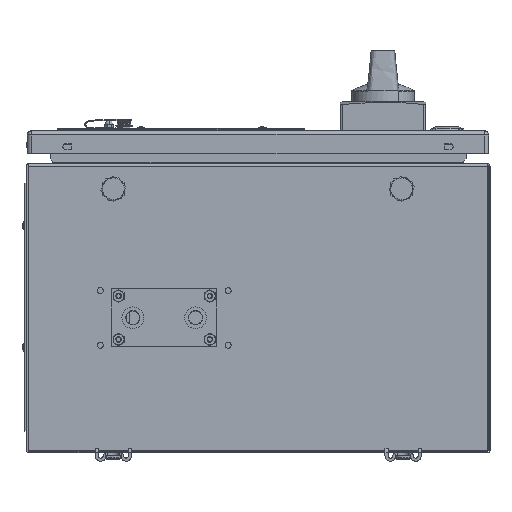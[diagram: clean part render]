
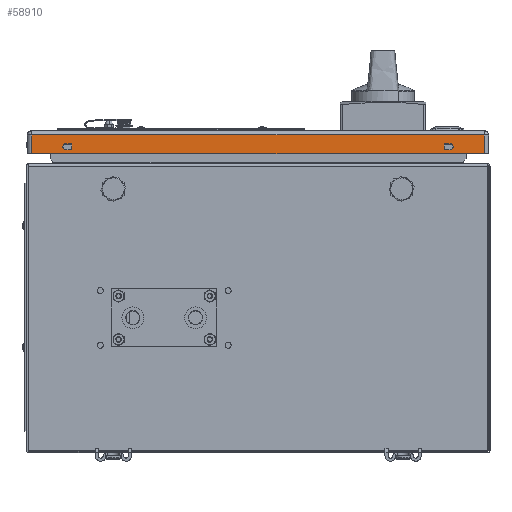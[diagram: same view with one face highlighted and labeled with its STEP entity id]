
A CAD part, front view. The second image highlights one B-rep face of the part: STEP entity #58910.
In plain terms, the highlighted planar face has unit normal (0, -1, 0).
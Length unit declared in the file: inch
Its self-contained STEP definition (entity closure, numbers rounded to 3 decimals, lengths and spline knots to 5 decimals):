
#485 = LINE ( 'NONE', #68790, #44909 ) ;
#2346 = CARTESIAN_POINT ( 'NONE',  ( -7.82252, -9.8871, 10.31341 ) ) ;
#3945 = EDGE_CURVE ( 'NONE', #4196, #27730, #55776, .T. ) ;
#4196 = VERTEX_POINT ( 'NONE', #5610 ) ;
#5610 = CARTESIAN_POINT ( 'NONE',  ( 6.42223, -9.8871, 10.46191 ) ) ;
#6304 = VERTEX_POINT ( 'NONE', #50905 ) ;
#6741 = VECTOR ( 'NONE', #58335, 39.37008 ) ;
#7026 = VERTEX_POINT ( 'NONE', #84789 ) ;
#7868 = EDGE_CURVE ( 'NONE', #69490, #7026, #30268, .T. ) ;
#8068 = ORIENTED_EDGE ( 'NONE', *, *, #7868, .T. ) ;
#8412 = VECTOR ( 'NONE', #18284, 39.37008 ) ;
#9138 = DIRECTION ( 'NONE',  ( 0., 0., -1. ) ) ;
#9878 = EDGE_CURVE ( 'NONE', #27730, #16489, #77506, .T. ) ;
#10110 = ORIENTED_EDGE ( 'NONE', *, *, #13871, .T. ) ;
#10350 = LINE ( 'NONE', #63503, #79105 ) ;
#11097 = EDGE_CURVE ( 'NONE', #18407, #69490, #75606, .T. ) ;
#11149 = AXIS2_PLACEMENT_3D ( 'NONE', #21023, #35369, #61557 ) ;
#11490 = EDGE_CURVE ( 'NONE', #42767, #46856, #35409, .T. ) ;
#11577 = CARTESIAN_POINT ( 'NONE',  ( 6.62523, -9.8871, 10.56341 ) ) ;
#12721 = CARTESIAN_POINT ( 'NONE',  ( 7.80348, -9.8871, 11.06041 ) ) ;
#13303 = CARTESIAN_POINT ( 'NONE',  ( -6.64427, -9.8871, 10.56341 ) ) ;
#13835 = CIRCLE ( 'NONE', #74975, 0.1015 ) ;
#13871 = EDGE_CURVE ( 'NONE', #22032, #42767, #485, .T. ) ;
#14555 = FACE_BOUND ( 'NONE', #75223, .T. ) ;
#15416 = PLANE ( 'NONE',  #11149 ) ;
#15556 = DIRECTION ( 'NONE',  ( -1., 0., 0. ) ) ;
#16489 = VERTEX_POINT ( 'NONE', #26036 ) ;
#16628 = CARTESIAN_POINT ( 'NONE',  ( 6.42223, -9.8871, 11.06041 ) ) ;
#17388 = DIRECTION ( 'NONE',  ( 0., 0., -1. ) ) ;
#18284 = DIRECTION ( 'NONE',  ( 1., 0., 0. ) ) ;
#18407 = VERTEX_POINT ( 'NONE', #42132 ) ;
#18539 = EDGE_LOOP ( 'NONE', ( #80601, #10110, #73229, #73753 ) ) ;
#20966 = VERTEX_POINT ( 'NONE', #59126 ) ;
#21023 = CARTESIAN_POINT ( 'NONE',  ( -7.82252, -9.8871, 11.06041 ) ) ;
#21599 = CARTESIAN_POINT ( 'NONE',  ( -7.82252, -9.8871, 10.46191 ) ) ;
#22032 = VERTEX_POINT ( 'NONE', #50427 ) ;
#22721 = DIRECTION ( 'NONE',  ( 0., 0., 1. ) ) ;
#22761 = VECTOR ( 'NONE', #22721, 39.37008 ) ;
#23110 = CARTESIAN_POINT ( 'NONE',  ( -3.91602, -9.8871, 10.96741 ) ) ;
#23118 = CARTESIAN_POINT ( 'NONE',  ( -6.64427, -9.8871, 10.46191 ) ) ;
#24347 = LINE ( 'NONE', #24746, #85064 ) ;
#24746 = CARTESIAN_POINT ( 'NONE',  ( -6.44127, -9.8871, 11.06041 ) ) ;
#26036 = CARTESIAN_POINT ( 'NONE',  ( 6.62523, -9.8871, 10.66491 ) ) ;
#27730 = VERTEX_POINT ( 'NONE', #37359 ) ;
#29012 = VERTEX_POINT ( 'NONE', #65691 ) ;
#29170 = VECTOR ( 'NONE', #34539, 39.37008 ) ;
#29262 = VECTOR ( 'NONE', #64968, 39.37008 ) ;
#30268 = CIRCLE ( 'NONE', #63711, 0.1015 ) ;
#31640 = EDGE_CURVE ( 'NONE', #7026, #29012, #10350, .T. ) ;
#31740 = CARTESIAN_POINT ( 'NONE',  ( -7.82252, -9.8871, 10.66491 ) ) ;
#32409 = DIRECTION ( 'NONE',  ( 0., 1., 0. ) ) ;
#34539 = DIRECTION ( 'NONE',  ( 1., 0., 0. ) ) ;
#35369 = DIRECTION ( 'NONE',  ( 0., -1., 0. ) ) ;
#35409 = LINE ( 'NONE', #2346, #29170 ) ;
#35860 = EDGE_CURVE ( 'NONE', #22032, #20966, #57903, .T. ) ;
#37359 = CARTESIAN_POINT ( 'NONE',  ( 6.42223, -9.8871, 10.66491 ) ) ;
#38108 = DIRECTION ( 'NONE',  ( 0., 1., 0. ) ) ;
#38536 = ORIENTED_EDGE ( 'NONE', *, *, #9878, .T. ) ;
#39510 = EDGE_CURVE ( 'NONE', #46856, #20966, #85386, .T. ) ;
#41577 = EDGE_CURVE ( 'NONE', #29012, #18407, #24347, .T. ) ;
#42132 = CARTESIAN_POINT ( 'NONE',  ( -6.44127, -9.8871, 10.46191 ) ) ;
#42767 = VERTEX_POINT ( 'NONE', #72871 ) ;
#42888 = ORIENTED_EDGE ( 'NONE', *, *, #41577, .T. ) ;
#44909 = VECTOR ( 'NONE', #9138, 39.37008 ) ;
#46402 = LINE ( 'NONE', #58610, #76897 ) ;
#46856 = VERTEX_POINT ( 'NONE', #59739 ) ;
#47189 = VECTOR ( 'NONE', #15556, 39.37008 ) ;
#50427 = CARTESIAN_POINT ( 'NONE',  ( -7.82252, -9.8871, 10.96741 ) ) ;
#50905 = CARTESIAN_POINT ( 'NONE',  ( 6.62523, -9.8871, 10.46191 ) ) ;
#51141 = ORIENTED_EDGE ( 'NONE', *, *, #11097, .T. ) ;
#55776 = LINE ( 'NONE', #16628, #22761 ) ;
#55833 = FACE_OUTER_BOUND ( 'NONE', #18539, .T. ) ;
#57903 = LINE ( 'NONE', #23110, #8412 ) ;
#58114 = DIRECTION ( 'NONE',  ( 0., 0., -1. ) ) ;
#58129 = DIRECTION ( 'NONE',  ( 0., 0., -1. ) ) ;
#58335 = DIRECTION ( 'NONE',  ( 1., 0., 0. ) ) ;
#58610 = CARTESIAN_POINT ( 'NONE',  ( -7.82252, -9.8871, 10.46191 ) ) ;
#58910 = ADVANCED_FACE ( 'NONE', ( #55833, #82387, #14555 ), #15416, .T. ) ;
#59126 = CARTESIAN_POINT ( 'NONE',  ( 7.80348, -9.8871, 10.96741 ) ) ;
#59739 = CARTESIAN_POINT ( 'NONE',  ( 7.80348, -9.8871, 10.31341 ) ) ;
#61557 = DIRECTION ( 'NONE',  ( 0., 0., -1. ) ) ;
#62365 = EDGE_CURVE ( 'NONE', #6304, #4196, #46402, .T. ) ;
#63503 = CARTESIAN_POINT ( 'NONE',  ( -7.82252, -9.8871, 10.66491 ) ) ;
#63711 = AXIS2_PLACEMENT_3D ( 'NONE', #13303, #32409, #58129 ) ;
#63782 = ORIENTED_EDGE ( 'NONE', *, *, #31640, .T. ) ;
#64968 = DIRECTION ( 'NONE',  ( 0., 0., 1. ) ) ;
#65691 = CARTESIAN_POINT ( 'NONE',  ( -6.44127, -9.8871, 10.66491 ) ) ;
#68790 = CARTESIAN_POINT ( 'NONE',  ( -7.82252, -9.8871, 11.06041 ) ) ;
#69490 = VERTEX_POINT ( 'NONE', #23118 ) ;
#72541 = ORIENTED_EDGE ( 'NONE', *, *, #3945, .T. ) ;
#72871 = CARTESIAN_POINT ( 'NONE',  ( -7.82252, -9.8871, 10.31341 ) ) ;
#73229 = ORIENTED_EDGE ( 'NONE', *, *, #11490, .T. ) ;
#73753 = ORIENTED_EDGE ( 'NONE', *, *, #39510, .T. ) ;
#74299 = ORIENTED_EDGE ( 'NONE', *, *, #62365, .T. ) ;
#74975 = AXIS2_PLACEMENT_3D ( 'NONE', #11577, #38108, #58114 ) ;
#75143 = EDGE_LOOP ( 'NONE', ( #38536, #79336, #74299, #72541 ) ) ;
#75223 = EDGE_LOOP ( 'NONE', ( #8068, #63782, #42888, #51141 ) ) ;
#75247 = DIRECTION ( 'NONE',  ( 1., 0., 0. ) ) ;
#75606 = LINE ( 'NONE', #21599, #47189 ) ;
#76897 = VECTOR ( 'NONE', #79063, 39.37008 ) ;
#77506 = LINE ( 'NONE', #31740, #6741 ) ;
#77938 = EDGE_CURVE ( 'NONE', #16489, #6304, #13835, .T. ) ;
#79063 = DIRECTION ( 'NONE',  ( -1., 0., 0. ) ) ;
#79105 = VECTOR ( 'NONE', #75247, 39.37008 ) ;
#79336 = ORIENTED_EDGE ( 'NONE', *, *, #77938, .T. ) ;
#80601 = ORIENTED_EDGE ( 'NONE', *, *, #35860, .F. ) ;
#82387 = FACE_BOUND ( 'NONE', #75143, .T. ) ;
#84789 = CARTESIAN_POINT ( 'NONE',  ( -6.64427, -9.8871, 10.66491 ) ) ;
#85064 = VECTOR ( 'NONE', #17388, 39.37008 ) ;
#85386 = LINE ( 'NONE', #12721, #29262 ) ;
